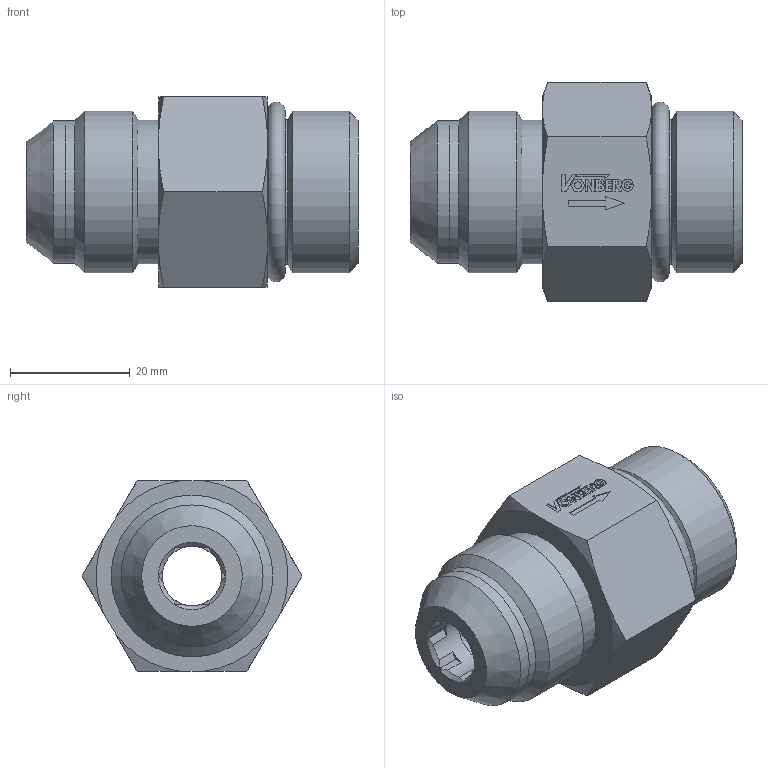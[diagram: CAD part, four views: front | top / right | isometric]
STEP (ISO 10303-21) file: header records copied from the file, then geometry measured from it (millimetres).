
FILE_DESCRIPTION((''),'2;1');
FILE_NAME('1112F.stp','2014-12-29T13:50:56',('jml'),(''),'Autodesk Inventor 2010','Autodesk Inventor 2010','');
FILE_SCHEMA(('AUTOMOTIVE_DESIGN { 1 0 10303 214 1 1 1 1 }'));
Length unit declared in the file: inch
Products named in the file (4): 1112F; 221554; 912 O-RING; 221555
Assembly tree (3 placements, depth 2):
  1112F
    221554
    912 O-RING
    221555
Bounding box: 55.38 x 36.66 x 31.75 mm (x, y, z)
Volume: 32761.4 mm3; surface area: 10865.4 mm2
Topology: 3 solids, 3 shells, 162 faces, 410 edges, 270 vertices
Faces by surface type: plane 116, cylinder 25, cone 20, torus 1
Full cylindrical faces by diameter (mm): 1.114 x1, 9.906 x1, 9.931 x1, 16.815 x1, 19.05 x1, 23.698 x2, 23.927 x1, 24.054 x1, 26.975 x2
Entity records: 4849 total; most frequent: CARTESIAN_POINT 898, ORIENTED_EDGE 778, DIRECTION 772, EDGE_CURVE 389, VECTOR 272, LINE 272, VERTEX_POINT 268, AXIS2_PLACEMENT_3D 250
